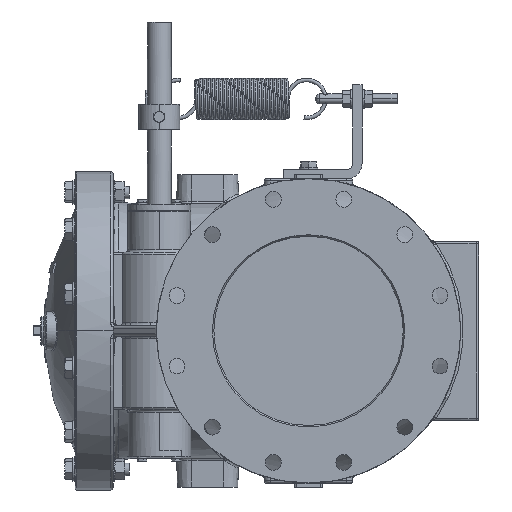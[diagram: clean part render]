
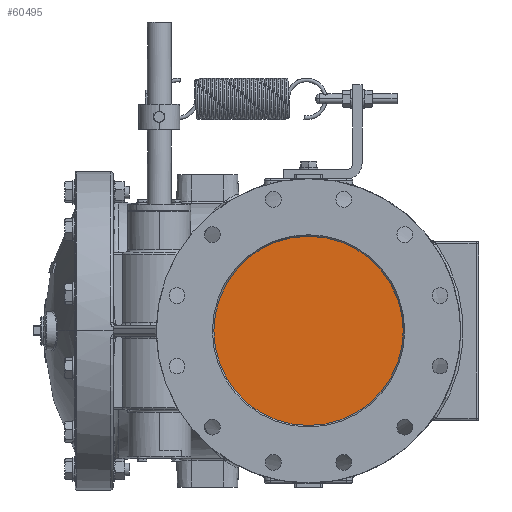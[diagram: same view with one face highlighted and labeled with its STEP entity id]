
A CAD part, left-side view. The second image highlights one B-rep face of the part: STEP entity #60495.
In plain terms, the highlighted planar face has unit normal (-1, 0, 0).
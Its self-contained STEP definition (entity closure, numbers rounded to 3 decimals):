
#17219=CARTESIAN_POINT('',(-13.583,0.,0.));
#17220=DIRECTION('',(1.,0.,0.));
#17221=DIRECTION('',(0.,-1.,0.));
#17222=AXIS2_PLACEMENT_3D('',#17219,#17220,#17221);
#17229=CARTESIAN_POINT('',(-13.583,0.,0.));
#17230=DIRECTION('',(1.,0.,0.));
#17231=DIRECTION('',(0.,1.,0.));
#17232=AXIS2_PLACEMENT_3D('',#17229,#17230,#17231);
#45539=CARTESIAN_POINT('',(-13.583,-5.913,0.));
#45540=CARTESIAN_POINT('',(-13.583,5.913,0.));
#45541=VERTEX_POINT('',#45539);
#45542=VERTEX_POINT('',#45540);
#60485=CARTESIAN_POINT('',(-13.583,0.,0.));
#60486=DIRECTION('',(1.,0.,0.));
#60487=DIRECTION('',(0.,-1.,0.));
#60488=AXIS2_PLACEMENT_3D('',#60485,#60486,#60487);
#60489=PLANE('',#60488);
#60490=ORIENTED_EDGE('',*,*,#60468,.T.);
#60492=ORIENTED_EDGE('',*,*,#60491,.T.);
#60493=EDGE_LOOP('',(#60490,#60492));
#60494=FACE_OUTER_BOUND('',#60493,.F.);
#17223=CIRCLE('',#17222,5.913);
#17233=CIRCLE('',#17232,5.913);
#60468=EDGE_CURVE('',#45541,#45542,#17223,.T.);
#60491=EDGE_CURVE('',#45542,#45541,#17233,.T.);
#60495=ADVANCED_FACE('',(#60494),#60489,.F.);
